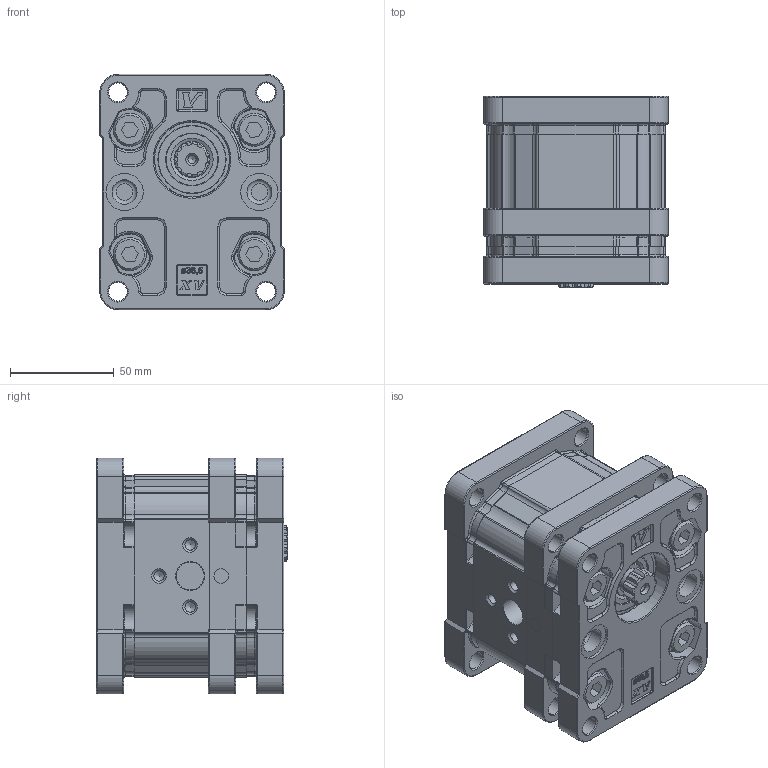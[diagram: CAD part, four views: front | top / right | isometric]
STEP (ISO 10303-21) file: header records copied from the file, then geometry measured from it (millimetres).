
FILE_DESCRIPTION( ( 'Unknown' ), '1' );
FILE_NAME( 'X2I4502POOA.stp', 'Unknown', ( 'Unknown' ), ( 'Unknown' ), 'PSStep 14.0', 'Unknown', ' ' );
FILE_SCHEMA( ( 'AUTOMOTIVE_DESIGN { 1 0 10303 214 1 1 1 1 }' ) );
Length unit declared in the file: millimetre
Products named in the file (5): Assem1; X2I02; 2P; X2OOH54; XI201-A
Bounding box: 89 x 92.2 x 113.7 mm (x, y, z)
Surface area: 228595.1 mm2
Topology: 8 solids, 10 shells, 2596 faces, 6654 edges, 4204 vertices
Faces by surface type: cylinder 932, plane 718, torus 388, cone 258, extrusion 196, bspline 80, sphere 24
Full cylindrical faces by diameter (mm): 4 x4, 4.917 x8, 5 x8, 9 x16, 11.5 x8, 12 x8, 12.5 x4, 13.5 x4, 15.8 x8, 16 x8, 17.42 x2, 18 x8, 23 x2, 25 x4, 32.5 x4, 36.5 x4
Entity records: 54104 total; most frequent: CARTESIAN_POINT 13103, DIRECTION 6376, ORIENTED_EDGE 6264, EDGE_CURVE 3132, AXIS2_PLACEMENT_3D 2497, VERTEX_POINT 2052, EDGE_LOOP 1520, VECTOR 1382
